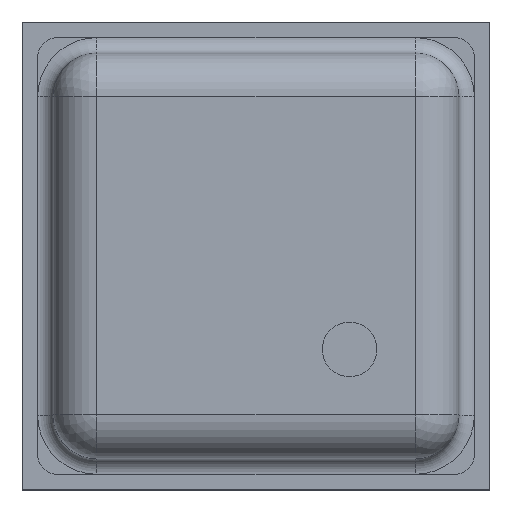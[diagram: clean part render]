
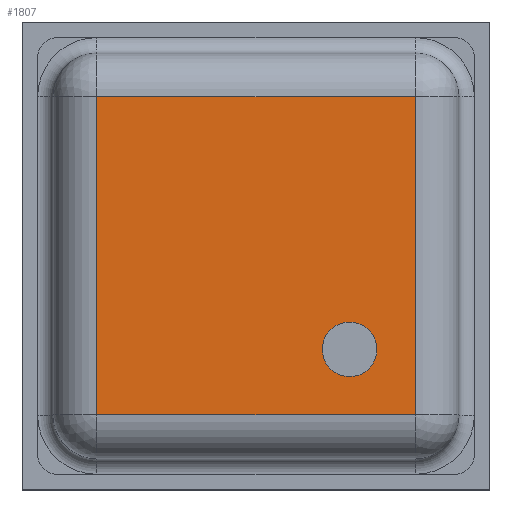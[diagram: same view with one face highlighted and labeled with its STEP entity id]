
A CAD part, top view. The second image highlights one B-rep face of the part: STEP entity #1807.
In plain terms, the highlighted planar face has unit normal (0, 0, 1).
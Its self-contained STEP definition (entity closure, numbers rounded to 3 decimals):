
#28=FACE_BOUND('',#360,.T.);
#93=CIRCLE('',#1986,0.175);
#239=FACE_OUTER_BOUND('',#359,.T.);
#359=EDGE_LOOP('',(#1506,#1507,#1508,#1509));
#360=EDGE_LOOP('',(#1510));
#533=LINE('',#2980,#719);
#535=LINE('',#2988,#721);
#537=LINE('',#2998,#723);
#539=LINE('',#3007,#725);
#719=VECTOR('',#2426,10.);
#721=VECTOR('',#2434,10.);
#723=VECTOR('',#2446,10.);
#725=VECTOR('',#2458,10.);
#870=VERTEX_POINT('',#2969);
#871=VERTEX_POINT('',#2973);
#874=VERTEX_POINT('',#2978);
#875=VERTEX_POINT('',#2982);
#878=VERTEX_POINT('',#2992);
#1074=EDGE_CURVE('',#870,#870,#93,.T.);
#1079=EDGE_CURVE('',#874,#871,#533,.T.);
#1083=EDGE_CURVE('',#871,#875,#535,.T.);
#1088=EDGE_CURVE('',#875,#878,#537,.T.);
#1093=EDGE_CURVE('',#878,#874,#539,.T.);
#1506=ORIENTED_EDGE('',*,*,#1079,.F.);
#1507=ORIENTED_EDGE('',*,*,#1093,.F.);
#1508=ORIENTED_EDGE('',*,*,#1088,.F.);
#1509=ORIENTED_EDGE('',*,*,#1083,.F.);
#1510=ORIENTED_EDGE('',*,*,#1074,.T.);
#1700=PLANE('',#2013);
#1807=ADVANCED_FACE('',(#239,#28),#1700,.T.);
#1986=AXIS2_PLACEMENT_3D('',#2970,#2416,#2417);
#2013=AXIS2_PLACEMENT_3D('',#3030,#2486,#2487);
#2416=DIRECTION('center_axis',(0.,0.,-1.));
#2417=DIRECTION('ref_axis',(-1.,0.,0.));
#2426=DIRECTION('',(0.,1.,0.));
#2434=DIRECTION('',(1.,0.,0.));
#2446=DIRECTION('',(0.,-1.,0.));
#2458=DIRECTION('',(-1.,0.,0.));
#2486=DIRECTION('center_axis',(0.,0.,1.));
#2487=DIRECTION('ref_axis',(1.,0.,0.));
#2969=CARTESIAN_POINT('',(0.775,-0.6,0.93));
#2970=CARTESIAN_POINT('Origin',(0.6,-0.6,0.93));
#2973=CARTESIAN_POINT('',(-1.02,1.02,0.93));
#2978=CARTESIAN_POINT('',(-1.02,-1.02,0.93));
#2980=CARTESIAN_POINT('',(-1.02,0.65,0.93));
#2982=CARTESIAN_POINT('',(1.02,1.02,0.93));
#2988=CARTESIAN_POINT('',(0.65,1.02,0.93));
#2992=CARTESIAN_POINT('',(1.02,-1.02,0.93));
#2998=CARTESIAN_POINT('',(1.02,-0.65,0.93));
#3007=CARTESIAN_POINT('',(-0.65,-1.02,0.93));
#3030=CARTESIAN_POINT('Origin',(0.,0.,0.93));
